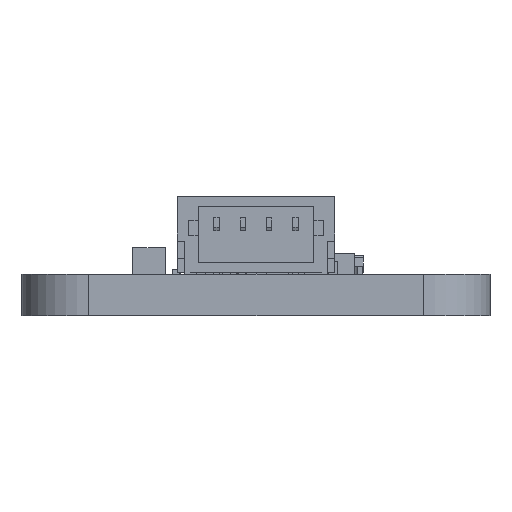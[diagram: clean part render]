
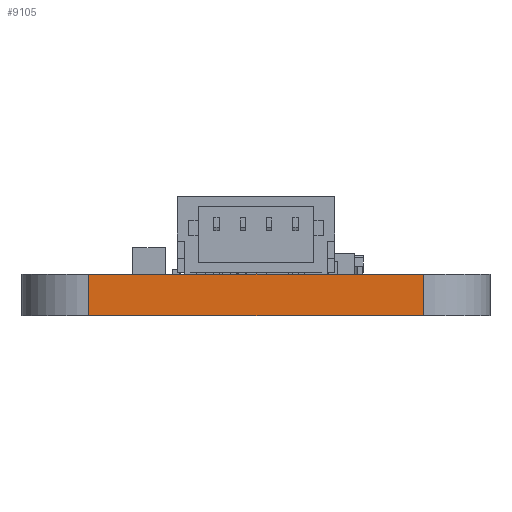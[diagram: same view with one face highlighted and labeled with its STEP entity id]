
A CAD part, left-side view. The second image highlights one B-rep face of the part: STEP entity #9105.
In plain terms, the highlighted planar face has unit normal (-1, 0, 0).
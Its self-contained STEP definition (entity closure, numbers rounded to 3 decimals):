
#165=PLANE('',#9748);
#584=FACE_OUTER_BOUND('',#1062,.T.);
#1062=EDGE_LOOP('',(#6188,#6189,#6190,#6191));
#1607=LINE('',#12974,#2708);
#1608=LINE('',#12977,#2709);
#1609=LINE('',#12979,#2710);
#1610=LINE('',#12980,#2711);
#2708=VECTOR('',#10553,10.);
#2709=VECTOR('',#10556,10.);
#2710=VECTOR('',#10557,10.);
#2711=VECTOR('',#10558,10.);
#4011=VERTEX_POINT('',#12970);
#4012=VERTEX_POINT('',#12972);
#4013=VERTEX_POINT('',#12976);
#4014=VERTEX_POINT('',#12978);
#4875=EDGE_CURVE('',#4011,#4012,#1607,.T.);
#4876=EDGE_CURVE('',#4013,#4011,#1608,.T.);
#4877=EDGE_CURVE('',#4014,#4012,#1609,.T.);
#4878=EDGE_CURVE('',#4013,#4014,#1610,.T.);
#6188=ORIENTED_EDGE('',*,*,#4876,.T.);
#6189=ORIENTED_EDGE('',*,*,#4875,.T.);
#6190=ORIENTED_EDGE('',*,*,#4877,.F.);
#6191=ORIENTED_EDGE('',*,*,#4878,.F.);
#9105=ADVANCED_FACE('',(#584),#165,.T.);
#9748=AXIS2_PLACEMENT_3D('',#12975,#10554,#10555);
#10553=DIRECTION('',(0.,0.,1.));
#10554=DIRECTION('center_axis',(-1.,0.,0.));
#10555=DIRECTION('ref_axis',(0.,-1.,0.));
#10556=DIRECTION('',(0.,-1.,0.));
#10557=DIRECTION('',(0.,-1.,0.));
#10558=DIRECTION('',(0.,0.,1.));
#12970=CARTESIAN_POINT('',(0.,2.54,0.));
#12972=CARTESIAN_POINT('',(0.,2.54,1.57));
#12974=CARTESIAN_POINT('',(0.,2.54,0.));
#12975=CARTESIAN_POINT('Origin',(0.,15.24,0.));
#12976=CARTESIAN_POINT('',(0.,15.24,0.));
#12977=CARTESIAN_POINT('',(0.,15.24,0.));
#12978=CARTESIAN_POINT('',(0.,15.24,1.57));
#12979=CARTESIAN_POINT('',(0.,15.24,1.57));
#12980=CARTESIAN_POINT('',(0.,15.24,0.));
